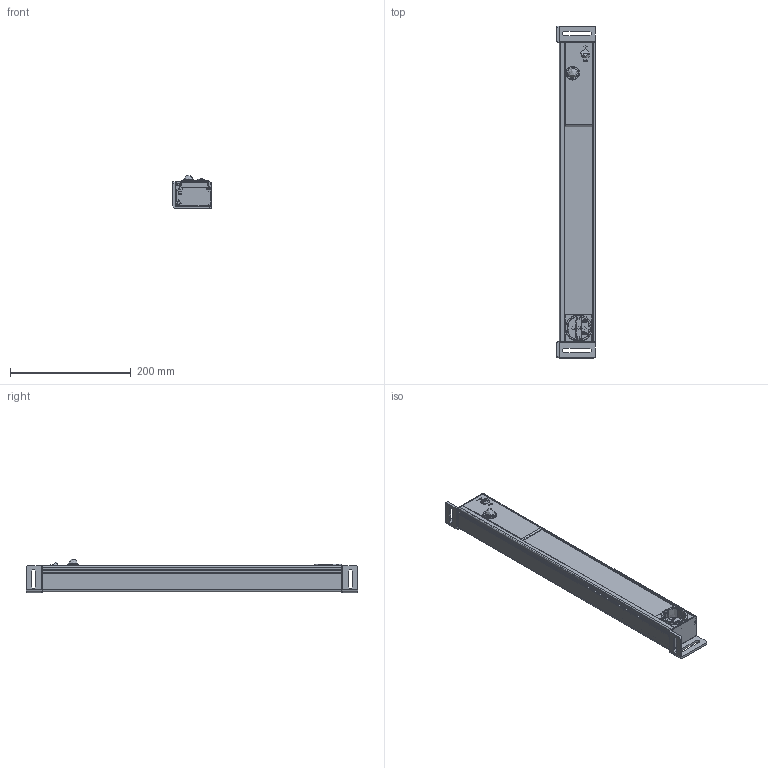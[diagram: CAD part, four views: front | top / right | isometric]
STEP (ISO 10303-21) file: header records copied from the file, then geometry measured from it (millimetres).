
FILE_DESCRIPTION(/* description */ (''),/* implementation_level */ '2;1');
FILE_NAME(/* name */ '01-054-00054_LED-A-500-B-E.stp',/* time_stamp */ '2018-03-16T13:51:54+01:00',/* author */ ('mblecker'),/* organization */ (''),/* preprocessor_version */ 'ST-DEVELOPER v15.6',/* originating_system */ 'Autodesk Inventor 2015',/* authorisation */ '');
FILE_SCHEMA (('AUTOMOTIVE_DESIGN { 1 0 10303 214 3 1 1 }'));
Products named in the file (28): 01-054-00004-Basisprofil_L500_NEU; 45x45_Steckdose_Draht_Snapin; 02-004-00022-Haltewinkel_PC-2; 02-004-00023-Haltewinkel_PC-1; DIN-ISO-7050-F-02,2x06,5; 166_gebu-38242571-1; 166_gebu-38242573-1; 166_gebu-38242572-1; 166_gebu-3-824257-11; 166_gebu-3-824257-12; 166_gebu-3-824257-13; 166_GEST-38246621-1; 166_GEST-38246620-1; 166_GEST-38246623-1; 166_GEST-38246622-1; 166_GEST-3824662-11; 166_GEST-3824662-12; 166_GEST-3824662-13; Gest3-ws; 99-005-00001_LED_Platine_230V_360x51mm; 01-052-00020-Acrylgls-klar_L500; 02-004-00025-BW-Adapter-Platte; PD-PIR-115_Sensorkopf; Wippe_Rund_43_409; Einbauwippschalter_43_409_U315_50; _gebu-3-8242570-1; Gebu3-ws; 01-054-00054_LED-A-500-B-E
Assembly tree (40 placements, depth 4):
  01-054-00054_LED-A-500-B-E
    01-054-00004-Basisprofil_L500_NEU
    45x45_Steckdose_Draht_Snapin
    02-004-00022-Haltewinkel_PC-2
    02-004-00023-Haltewinkel_PC-1
    DIN-ISO-7050-F-02,2x06,5  x6
    Gebu3-ws
      166_gebu-38242571-1
      _gebu-3-8242570-1
      166_gebu-3-824257-11
        166_gebu-38242573-1
        166_gebu-38242572-1
      166_gebu-3-824257-12
        166_gebu-38242573-1
        166_gebu-38242572-1
      166_gebu-3-824257-13
        166_gebu-38242573-1
        166_gebu-38242572-1
    Gest3-ws
      166_GEST-38246621-1
      166_GEST-38246620-1
      166_GEST-3824662-11
        166_GEST-38246623-1
        166_GEST-38246622-1
      166_GEST-3824662-12
        166_GEST-38246623-1
        166_GEST-38246622-1
      166_GEST-3824662-13
        166_GEST-38246623-1
        166_GEST-38246622-1
    99-005-00001_LED_Platine_230V_360x51mm
    01-052-00020-Acrylgls-klar_L500
    02-004-00025-BW-Adapter-Platte
    PD-PIR-115_Sensorkopf
    Wippe_Rund_43_409
    Einbauwippschalter_43_409_U315_50
Bounding box: 64 x 550 x 55.29 mm (x, y, z)
Volume: 326719.2 mm3; surface area: 349579.7 mm2
Topology: 22 solids, 24 shells, 5386 faces, 14459 edges, 9390 vertices
Faces by surface type: plane 3923, cylinder 743, bspline 456, cone 174, torus 50, sphere 40
Full cylindrical faces by diameter (mm): 2.2 x6, 2.5 x6, 2.65 x1, 3 x7, 3.15 x1, 3.5 x1, 3.8 x1, 5 x1, 5.5 x2, 10 x1, 13.8 x1, 14.2 x1, 16 x2, 17 x1, 21 x1, 21.5 x1, 23 x1, 36.995 x1
Entity records: 175875 total; most frequent: CARTESIAN_POINT 49543, ORIENTED_EDGE 26842, DIRECTION 23600, EDGE_CURVE 13454, LINE 10548, VECTOR 10548, VERTEX_POINT 8834, AXIS2_PLACEMENT_3D 6526
